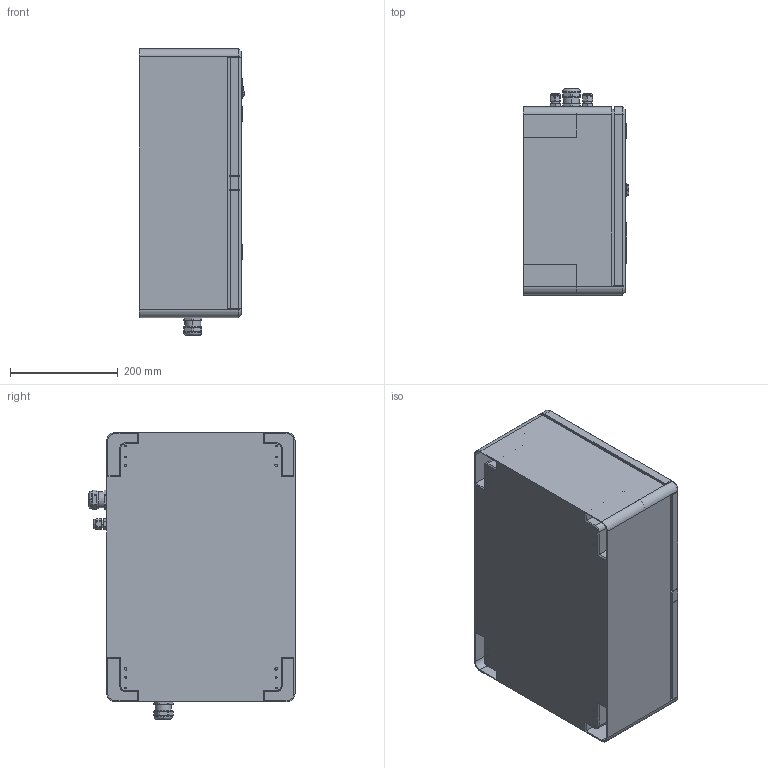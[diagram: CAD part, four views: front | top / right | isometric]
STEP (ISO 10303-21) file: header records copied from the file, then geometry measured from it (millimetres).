
FILE_DESCRIPTION((''),'2;1');
FILE_NAME('INGOMBRI_QUADRO_HPN','2024-07-05T',('mcortina'),(''),'CREO PARAMETRIC BY PTC INC, 2016050','CREO PARAMETRIC BY PTC INC, 2016050','');
FILE_SCHEMA(('AUTOMOTIVE_DESIGN { 1 0 10303 214 1 1 1 1 }'));
Length unit declared in the file: millimetre
Products named in the file (1): INGOMBRI_QUADRO_HPN
Bounding box: 197.04 x 383.25 x 533.05 mm (x, y, z)
Volume: 32298244.8 mm3; surface area: 818979.5 mm2
Topology: 1 solids, 4 shells, 615 faces, 2192 edges, 2356 vertices
Faces by surface type: plane 316, cylinder 205, cone 58, torus 26, bspline 10
Entity records: 29733 total; most frequent: CARTESIAN_POINT 6882, DIRECTION 3157, ORIENTED_EDGE 2988, PRESENTATION_STYLE_ASSIGNMENT 2263, STYLED_ITEM 2202, CURVE_STYLE 2201, EDGE_CURVE 1494, AXIS2_PLACEMENT_3D 1127
